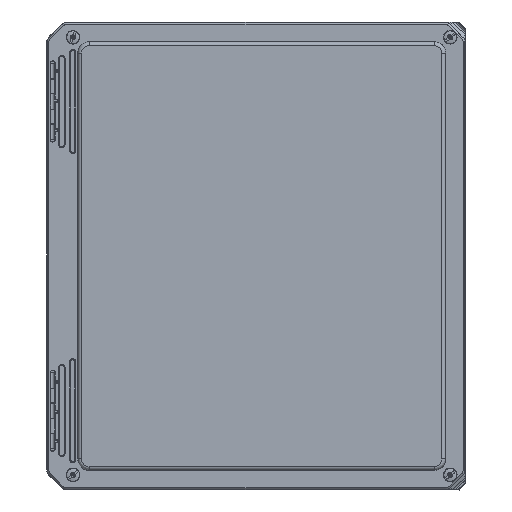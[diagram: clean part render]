
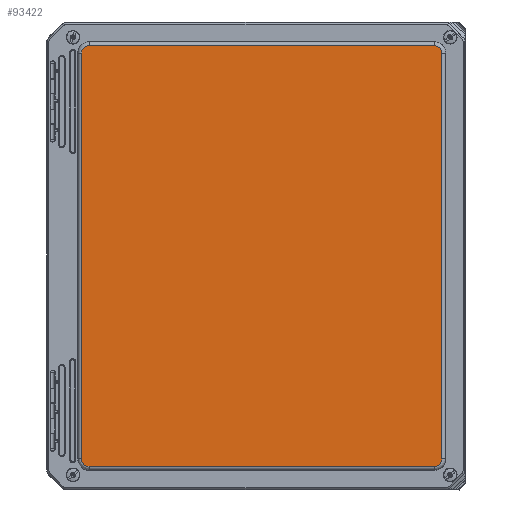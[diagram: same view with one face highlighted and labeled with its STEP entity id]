
A CAD part, top view. The second image highlights one B-rep face of the part: STEP entity #93422.
In plain terms, the highlighted planar face has unit normal (0, 0, 1).
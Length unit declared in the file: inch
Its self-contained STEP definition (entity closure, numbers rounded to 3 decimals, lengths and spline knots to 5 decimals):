
#53 = CARTESIAN_POINT ( 'NONE',  ( 5.82852, -6.9569, 8.34138 ) ) ;
#3619 = CARTESIAN_POINT ( 'NONE',  ( 0., -6.97396, 8.34138 ) ) ;
#4295 = CARTESIAN_POINT ( 'NONE',  ( -5.9663, -6.724, 8.34138 ) ) ;
#4892 = ORIENTED_EDGE ( 'NONE', *, *, #59688, .F. ) ;
#6781 = EDGE_CURVE ( 'NONE', #107104, #35216, #92962, .T. ) ;
#8716 = EDGE_CURVE ( 'NONE', #50130, #74478, #126208, .T. ) ;
#9758 = CARTESIAN_POINT ( 'NONE',  ( 5.90345, -6.89712, 8.34138 ) ) ;
#10891 = DIRECTION ( 'NONE',  ( 0., -1., 0. ) ) ;
#11803 = CARTESIAN_POINT ( 'NONE',  ( -5.71634, -6.97396, 8.34138 ) ) ;
#13075 = CARTESIAN_POINT ( 'NONE',  ( -5.75374, -6.97396, 8.34138 ) ) ;
#14023 = LINE ( 'NONE', #26220, #121978 ) ;
#15383 = EDGE_CURVE ( 'NONE', #74478, #54379, #114186, .T. ) ;
#16421 = ORIENTED_EDGE ( 'NONE', *, *, #8716, .F. ) ;
#18114 = CARTESIAN_POINT ( 'NONE',  ( 5.9663, -6.7427, 8.34138 ) ) ;
#20271 = CARTESIAN_POINT ( 'NONE',  ( 5.75374, -6.97396, 8.34138 ) ) ;
#22273 = B_SPLINE_CURVE_WITH_KNOTS ( 'NONE', 3,
 ( #11803, #13075, #101847, #33162, #111048, #64715, #4295 ),
 .UNSPECIFIED., .F., .F.,
 ( 4, 1, 1, 1, 4 ),
 ( 0., 0.28571, 0.57143, 0.85714, 1. ),
 .UNSPECIFIED. ) ;
#22512 = DIRECTION ( 'NONE',  ( -1., 0., 0. ) ) ;
#26220 = CARTESIAN_POINT ( 'NONE',  ( 0., 6.95864, 8.34138 ) ) ;
#32513 = CARTESIAN_POINT ( 'NONE',  ( -5.82852, 6.94158, 8.34138 ) ) ;
#33162 = CARTESIAN_POINT ( 'NONE',  ( -5.91846, -6.88517, 8.34138 ) ) ;
#35216 = VERTEX_POINT ( 'NONE', #74289 ) ;
#38147 = CARTESIAN_POINT ( 'NONE',  ( 5.96209, -6.7801, 8.34138 ) ) ;
#42426 = ORIENTED_EDGE ( 'NONE', *, *, #70883, .F. ) ;
#50130 = VERTEX_POINT ( 'NONE', #127456 ) ;
#50718 = ORIENTED_EDGE ( 'NONE', *, *, #6781, .F. ) ;
#50938 = VECTOR ( 'NONE', #61547, 39.37008 ) ;
#52230 = CARTESIAN_POINT ( 'NONE',  ( -5.9663, 6.72738, 8.34138 ) ) ;
#52662 = CARTESIAN_POINT ( 'NONE',  ( -5.96209, 6.76478, 8.34138 ) ) ;
#54379 = VERTEX_POINT ( 'NONE', #126806 ) ;
#56111 = LINE ( 'NONE', #119773, #81245 ) ;
#57354 = CARTESIAN_POINT ( 'NONE',  ( -5.9663, 6.70868, 8.34138 ) ) ;
#59688 = EDGE_CURVE ( 'NONE', #54379, #107104, #14023, .T. ) ;
#61547 = DIRECTION ( 'NONE',  ( 0., 1., 0. ) ) ;
#62573 = ORIENTED_EDGE ( 'NONE', *, *, #80622, .F. ) ;
#63221 = DIRECTION ( 'NONE',  ( 0., 0., -1. ) ) ;
#63751 = VERTEX_POINT ( 'NONE', #123746 ) ;
#64715 = CARTESIAN_POINT ( 'NONE',  ( -5.9663, -6.7427, 8.34138 ) ) ;
#67962 = CARTESIAN_POINT ( 'NONE',  ( 5.9663, -6.724, 8.34138 ) ) ;
#70883 = EDGE_CURVE ( 'NONE', #35216, #72265, #56111, .T. ) ;
#72265 = VERTEX_POINT ( 'NONE', #94137 ) ;
#72347 = CARTESIAN_POINT ( 'NONE',  ( -5.94344, 6.81804, 8.34138 ) ) ;
#74289 = CARTESIAN_POINT ( 'NONE',  ( 5.9663, 6.70868, 8.34138 ) ) ;
#74478 = VERTEX_POINT ( 'NONE', #57354 ) ;
#75371 = ORIENTED_EDGE ( 'NONE', *, *, #15383, .F. ) ;
#77359 = CARTESIAN_POINT ( 'NONE',  ( -5.71634, -6.97396, 8.34138 ) ) ;
#78086 = CARTESIAN_POINT ( 'NONE',  ( 5.75374, 6.95864, 8.34138 ) ) ;
#78526 = CARTESIAN_POINT ( 'NONE',  ( 5.91846, 6.86985, 8.34138 ) ) ;
#80622 = EDGE_CURVE ( 'NONE', #63751, #106099, #107018, .T. ) ;
#81115 = CARTESIAN_POINT ( 'NONE',  ( 5.9663, 6.72738, 8.34138 ) ) ;
#81245 = VECTOR ( 'NONE', #10891, 39.37008 ) ;
#88943 = B_SPLINE_CURVE_WITH_KNOTS ( 'NONE', 3,
 ( #67962, #18114, #38147, #128824, #9758, #53, #20271, #119519 ),
 .UNSPECIFIED., .F., .F.,
 ( 4, 1, 1, 1, 1, 4 ),
 ( 0., 0.14286, 0.28571, 0.42857, 0.71429, 1. ),
 .UNSPECIFIED. ) ;
#89140 = DIRECTION ( 'NONE',  ( 1., 0., 0. ) ) ;
#91247 = CARTESIAN_POINT ( 'NONE',  ( -5.9663, -0.00766, 8.34138 ) ) ;
#92962 = B_SPLINE_CURVE_WITH_KNOTS ( 'NONE', 3,
 ( #108118, #78086, #98082, #78526, #108974, #81115, #100216 ),
 .UNSPECIFIED., .F., .F.,
 ( 4, 1, 1, 1, 4 ),
 ( 0., 0.28571, 0.57143, 0.85714, 1. ),
 .UNSPECIFIED. ) ;
#93395 = PLANE ( 'NONE',  #114915 ) ;
#93422 = ADVANCED_FACE ( 'NONE', ( #116124 ), #93395, .F. ) ;
#94137 = CARTESIAN_POINT ( 'NONE',  ( 5.9663, -6.724, 8.34138 ) ) ;
#98082 = CARTESIAN_POINT ( 'NONE',  ( 5.82851, 6.94158, 8.34138 ) ) ;
#100216 = CARTESIAN_POINT ( 'NONE',  ( 5.9663, 6.70868, 8.34138 ) ) ;
#101847 = CARTESIAN_POINT ( 'NONE',  ( -5.82851, -6.9569, 8.34138 ) ) ;
#102466 = CARTESIAN_POINT ( 'NONE',  ( -5.71634, 6.95864, 8.34138 ) ) ;
#103419 = DIRECTION ( 'NONE',  ( 1., 0., 0. ) ) ;
#106099 = VERTEX_POINT ( 'NONE', #77359 ) ;
#107018 = LINE ( 'NONE', #3619, #121121 ) ;
#107104 = VERTEX_POINT ( 'NONE', #120222 ) ;
#108118 = CARTESIAN_POINT ( 'NONE',  ( 5.71634, 6.95864, 8.34138 ) ) ;
#108974 = CARTESIAN_POINT ( 'NONE',  ( 5.96003, 6.78348, 8.34138 ) ) ;
#111048 = CARTESIAN_POINT ( 'NONE',  ( -5.96003, -6.7988, 8.34138 ) ) ;
#111247 = CARTESIAN_POINT ( 'NONE',  ( -5.90345, 6.8818, 8.34138 ) ) ;
#112084 = CARTESIAN_POINT ( 'NONE',  ( -5.9663, 6.70868, 8.34138 ) ) ;
#113807 = EDGE_CURVE ( 'NONE', #106099, #50130, #22273, .T. ) ;
#114050 = ORIENTED_EDGE ( 'NONE', *, *, #127222, .F. ) ;
#114186 = B_SPLINE_CURVE_WITH_KNOTS ( 'NONE', 3,
 ( #112084, #52230, #52662, #72347, #111247, #32513, #122222, #102466 ),
 .UNSPECIFIED., .F., .F.,
 ( 4, 1, 1, 1, 1, 4 ),
 ( 0., 0.14286, 0.28571, 0.42857, 0.71429, 1. ),
 .UNSPECIFIED. ) ;
#114915 = AXIS2_PLACEMENT_3D ( 'NONE', #123201, #63221, #103419 ) ;
#116124 = FACE_OUTER_BOUND ( 'NONE', #117474, .T. ) ;
#117474 = EDGE_LOOP ( 'NONE', ( #75371, #16421, #122831, #62573, #114050, #42426, #50718, #4892 ) ) ;
#119519 = CARTESIAN_POINT ( 'NONE',  ( 5.71634, -6.97396, 8.34138 ) ) ;
#119773 = CARTESIAN_POINT ( 'NONE',  ( 5.9663, -0.00766, 8.34138 ) ) ;
#120222 = CARTESIAN_POINT ( 'NONE',  ( 5.71634, 6.95864, 8.34138 ) ) ;
#121121 = VECTOR ( 'NONE', #22512, 39.37008 ) ;
#121978 = VECTOR ( 'NONE', #89140, 39.37008 ) ;
#122222 = CARTESIAN_POINT ( 'NONE',  ( -5.75374, 6.95864, 8.34138 ) ) ;
#122831 = ORIENTED_EDGE ( 'NONE', *, *, #113807, .F. ) ;
#123201 = CARTESIAN_POINT ( 'NONE',  ( 0., -0.00766, 8.34138 ) ) ;
#123746 = CARTESIAN_POINT ( 'NONE',  ( 5.71634, -6.97396, 8.34138 ) ) ;
#126208 = LINE ( 'NONE', #91247, #50938 ) ;
#126806 = CARTESIAN_POINT ( 'NONE',  ( -5.71634, 6.95864, 8.34138 ) ) ;
#127222 = EDGE_CURVE ( 'NONE', #72265, #63751, #88943, .T. ) ;
#127456 = CARTESIAN_POINT ( 'NONE',  ( -5.9663, -6.724, 8.34138 ) ) ;
#128824 = CARTESIAN_POINT ( 'NONE',  ( 5.94344, -6.83336, 8.34138 ) ) ;
